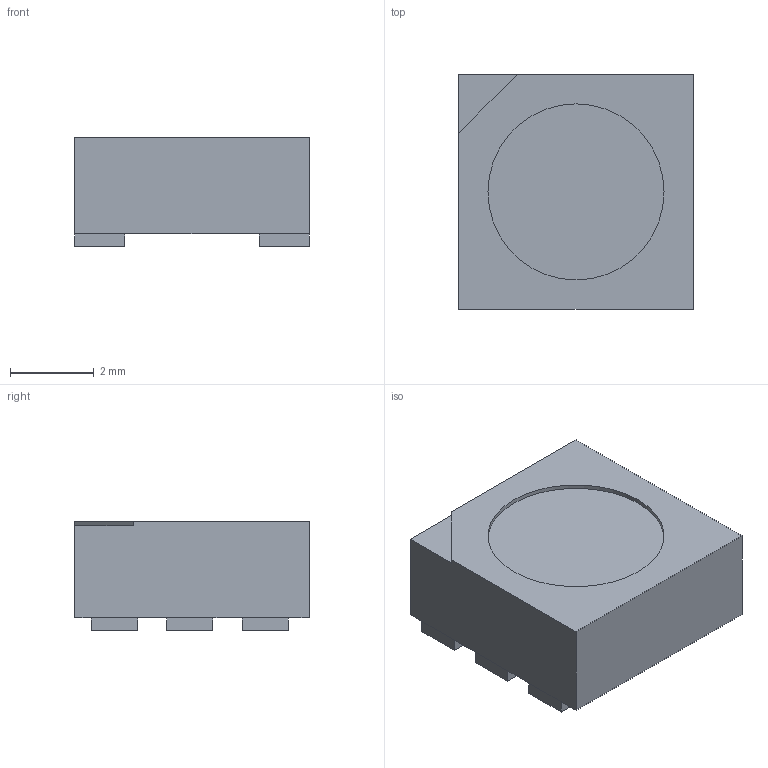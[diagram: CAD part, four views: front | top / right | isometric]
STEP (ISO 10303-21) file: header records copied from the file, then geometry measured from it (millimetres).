
FILE_DESCRIPTION(('FreeCAD Model'),'2;1');
FILE_NAME('CREE - SLV6A-FKB.step', '2018-02-28T22:45:58',('Author'),(''), 'Open CASCADE STEP processor 6.8','FreeCAD','Unknown');
FILE_SCHEMA(('AUTOMOTIVE_DESIGN_CC2 { 1 2 10303 214 -1 1 5 4 }'));
Length unit declared in the file: millimetre
Products named in the file (1): Pad001
Bounding box: 5.6 x 5.6 x 2.6 mm (x, y, z)
Volume: 73 mm3; surface area: 123.8 mm2
Topology: 1 solids, 1 shells, 40 faces, 99 edges, 62 vertices
Faces by surface type: plane 39, cylinder 1
Full cylindrical faces by diameter (mm): 4.2 x1
Entity records: 1443 total; most frequent: CARTESIAN_POINT 202, ORIENTED_EDGE 198, DIRECTION 183, EDGE_CURVE 99, LINE 97, VECTOR 97, VERTEX_POINT 62, AXIS2_PLACEMENT_3D 43
